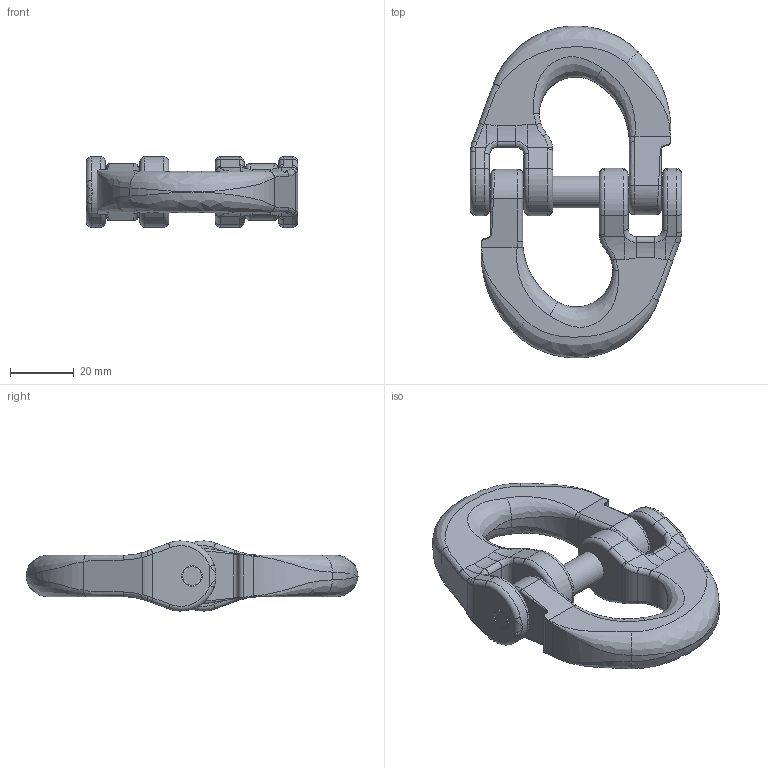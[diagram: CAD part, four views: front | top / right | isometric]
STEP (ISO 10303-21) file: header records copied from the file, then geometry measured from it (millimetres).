
FILE_DESCRIPTION(/* description */ (''),/* implementation_level */ '2;1');
FILE_NAME(/* name */ 'pewag_CW_10.stp',/* time_stamp */ '2024-01-22T10:49:16+01:00',/* author */ (''),/* organization */ (''),/* preprocessor_version */ 'ST-DEVELOPER v16',/* originating_system */ 'SIEMENS PLM Software NX 11.0',/* authorisation */ '');
FILE_SCHEMA (('AUTOMOTIVE_DESIGN { 1 0 10303 214 3 1 1 1 }'));
Length unit declared in the file: millimetre
Products named in the file (1): RSD3B78E4D7nhqq
Bounding box: 66.2 x 104 x 21.98 mm (x, y, z)
Volume: 51819.7 mm3; surface area: 18686.1 mm2
Topology: 4 solids, 4 shells, 269 faces, 634 edges, 357 vertices
Faces by surface type: bspline 120, cylinder 89, plane 40, torus 20
Full cylindrical faces by diameter (mm): 6 x1, 6.5 x7, 10 x1
Entity records: 10575 total; most frequent: CARTESIAN_POINT 5596, ORIENTED_EDGE 1204, DIRECTION 810, EDGE_CURVE 602, VERTEX_POINT 350, AXIS2_PLACEMENT_3D 340, EDGE_LOOP 292, ADVANCED_FACE 269
